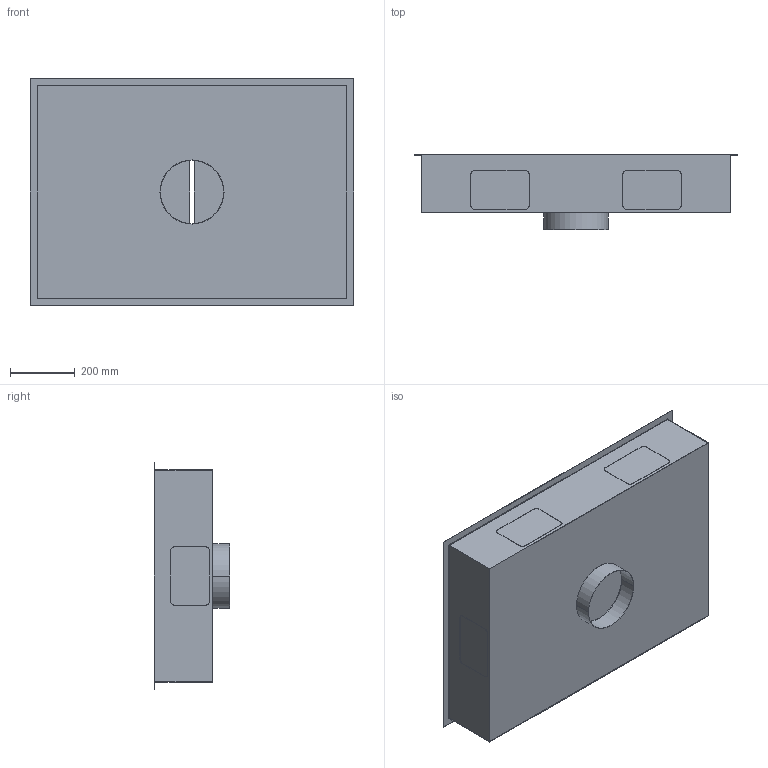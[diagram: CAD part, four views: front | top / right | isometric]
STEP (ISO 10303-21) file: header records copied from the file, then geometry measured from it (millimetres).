
FILE_DESCRIPTION((''),'2;1');
FILE_NAME('SCC1000-S','2021-02-12T',('seona'),(''),'CREO PARAMETRIC BY PTC INC, 2016260','CREO PARAMETRIC BY PTC INC, 2016260','');
FILE_SCHEMA(('CONFIG_CONTROL_DESIGN'));
Length unit declared in the file: millimetre
Products named in the file (1): SCC1000-S
Bounding box: 1000 x 232 x 700 mm (x, y, z)
Volume: 18465817 mm3; surface area: 3829949.4 mm2
Topology: 4 solids, 4 shells, 92 faces, 228 edges, 152 vertices
Faces by surface type: plane 64, cylinder 28
Entity records: 2768 total; most frequent: CARTESIAN_POINT 472, DIRECTION 468, ORIENTED_EDGE 456, EDGE_CURVE 228, VECTOR 172, LINE 172, VERTEX_POINT 152, AXIS2_PLACEMENT_3D 148
